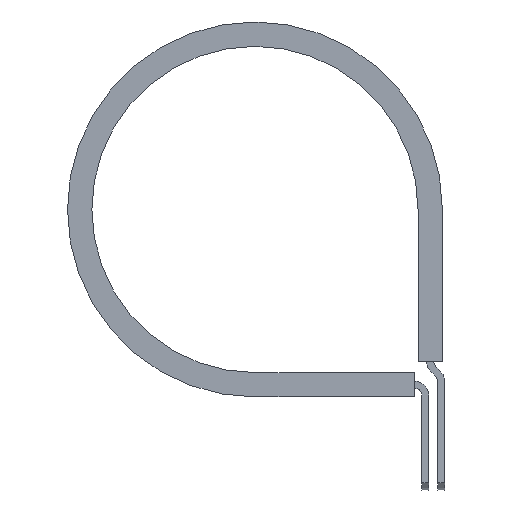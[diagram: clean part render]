
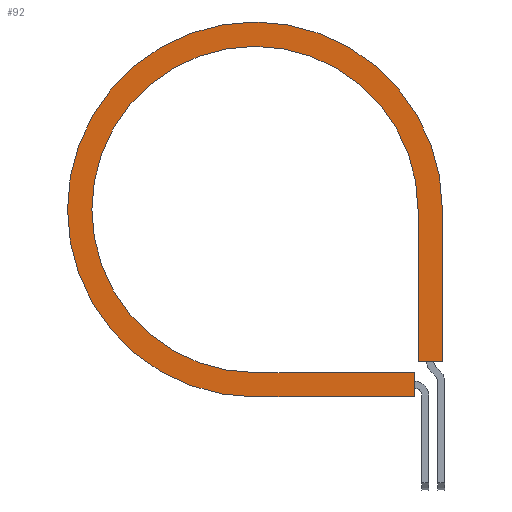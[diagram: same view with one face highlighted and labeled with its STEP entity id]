
A CAD part, front view. The second image highlights one B-rep face of the part: STEP entity #92.
In plain terms, the highlighted planar face has unit normal (0, -1, 0).
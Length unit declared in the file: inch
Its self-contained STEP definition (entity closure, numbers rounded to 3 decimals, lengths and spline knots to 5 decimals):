
#4 = CARTESIAN_POINT ( 'NONE',  ( 1.125, -0.31, 0. ) ) ;
#39 = ORIENTED_EDGE ( 'NONE', *, *, #913, .T. ) ;
#64 = DIRECTION ( 'NONE',  ( 0., -1., 0. ) ) ;
#77 = AXIS2_PLACEMENT_3D ( 'NONE', #101, #64, #553 ) ;
#85 = LINE ( 'NONE', #604, #1508 ) ;
#87 = DIRECTION ( 'NONE',  ( 0., 0., 1. ) ) ;
#92 = ADVANCED_FACE ( 'NONE', ( #1154 ), #1590, .T. ) ;
#99 = EDGE_CURVE ( 'NONE', #660, #119, #1329, .T. ) ;
#101 = CARTESIAN_POINT ( 'NONE',  ( 0., -0.31, 0. ) ) ;
#112 = EDGE_CURVE ( 'NONE', #858, #1224, #1613, .T. ) ;
#119 = VERTEX_POINT ( 'NONE', #438 ) ;
#134 = DIRECTION ( 'NONE',  ( 0., 0., -1. ) ) ;
#163 = VERTEX_POINT ( 'NONE', #653 ) ;
#182 = VERTEX_POINT ( 'NONE', #873 ) ;
#277 = CIRCLE ( 'NONE', #508, 1.125 ) ;
#288 = ORIENTED_EDGE ( 'NONE', *, *, #622, .T. ) ;
#298 = CARTESIAN_POINT ( 'NONE',  ( 0., -0.31, -1.125 ) ) ;
#323 = CARTESIAN_POINT ( 'NONE',  ( 1.293, -0.31, -1.05065 ) ) ;
#343 = LINE ( 'NONE', #557, #1049 ) ;
#354 = CARTESIAN_POINT ( 'NONE',  ( 1.125, -0.31, -1.05065 ) ) ;
#360 = CARTESIAN_POINT ( 'NONE',  ( 1.293, -0.31, 0. ) ) ;
#438 = CARTESIAN_POINT ( 'NONE',  ( 1.0997, -0.31, -1.125 ) ) ;
#441 = LINE ( 'NONE', #354, #1148 ) ;
#446 = DIRECTION ( 'NONE',  ( 0., 0., -1. ) ) ;
#452 = DIRECTION ( 'NONE',  ( -1., 0., 0. ) ) ;
#479 = EDGE_CURVE ( 'NONE', #163, #660, #277, .T. ) ;
#508 = AXIS2_PLACEMENT_3D ( 'NONE', #1716, #1178, #1688 ) ;
#553 = DIRECTION ( 'NONE',  ( 0., 0., -1. ) ) ;
#555 = ORIENTED_EDGE ( 'NONE', *, *, #99, .F. ) ;
#557 = CARTESIAN_POINT ( 'NONE',  ( 1.0997, -0.31, -1.125 ) ) ;
#604 = CARTESIAN_POINT ( 'NONE',  ( 0., -0.31, -1.293 ) ) ;
#611 = CARTESIAN_POINT ( 'NONE',  ( 1.293, -0.31, 0. ) ) ;
#622 = EDGE_CURVE ( 'NONE', #858, #1135, #623, .T. ) ;
#623 = CIRCLE ( 'NONE', #77, 1.293 ) ;
#653 = CARTESIAN_POINT ( 'NONE',  ( 1.125, -0.31, 0. ) ) ;
#660 = VERTEX_POINT ( 'NONE', #1559 ) ;
#785 = DIRECTION ( 'NONE',  ( 1., 0., 0. ) ) ;
#858 = VERTEX_POINT ( 'NONE', #611 ) ;
#873 = CARTESIAN_POINT ( 'NONE',  ( 1.0997, -0.31, -1.293 ) ) ;
#897 = EDGE_CURVE ( 'NONE', #182, #119, #343, .T. ) ;
#913 = EDGE_CURVE ( 'NONE', #163, #1300, #1358, .T. ) ;
#964 = DIRECTION ( 'NONE',  ( 1., 0., 0. ) ) ;
#973 = ORIENTED_EDGE ( 'NONE', *, *, #479, .F. ) ;
#1044 = VECTOR ( 'NONE', #134, 39.37008 ) ;
#1049 = VECTOR ( 'NONE', #87, 39.37008 ) ;
#1064 = EDGE_LOOP ( 'NONE', ( #1403, #1258, #288, #1437, #1615, #555, #973, #39 ) ) ;
#1135 = VERTEX_POINT ( 'NONE', #1158 ) ;
#1148 = VECTOR ( 'NONE', #452, 39.37008 ) ;
#1154 = FACE_OUTER_BOUND ( 'NONE', #1064, .T. ) ;
#1158 = CARTESIAN_POINT ( 'NONE',  ( 0., -0.31, -1.293 ) ) ;
#1175 = EDGE_CURVE ( 'NONE', #1135, #182, #85, .T. ) ;
#1178 = DIRECTION ( 'NONE',  ( 0., -1., 0. ) ) ;
#1208 = EDGE_CURVE ( 'NONE', #1224, #1300, #441, .T. ) ;
#1209 = CARTESIAN_POINT ( 'NONE',  ( 1.125, -0.31, 0. ) ) ;
#1224 = VERTEX_POINT ( 'NONE', #323 ) ;
#1258 = ORIENTED_EDGE ( 'NONE', *, *, #112, .F. ) ;
#1292 = VECTOR ( 'NONE', #446, 39.37008 ) ;
#1300 = VERTEX_POINT ( 'NONE', #1544 ) ;
#1329 = LINE ( 'NONE', #298, #1648 ) ;
#1358 = LINE ( 'NONE', #1209, #1044 ) ;
#1403 = ORIENTED_EDGE ( 'NONE', *, *, #1208, .F. ) ;
#1437 = ORIENTED_EDGE ( 'NONE', *, *, #1175, .T. ) ;
#1508 = VECTOR ( 'NONE', #964, 39.37008 ) ;
#1544 = CARTESIAN_POINT ( 'NONE',  ( 1.125, -0.31, -1.05065 ) ) ;
#1559 = CARTESIAN_POINT ( 'NONE',  ( 0., -0.31, -1.125 ) ) ;
#1561 = AXIS2_PLACEMENT_3D ( 'NONE', #4, #1755, #1707 ) ;
#1590 = PLANE ( 'NONE',  #1561 ) ;
#1613 = LINE ( 'NONE', #360, #1292 ) ;
#1615 = ORIENTED_EDGE ( 'NONE', *, *, #897, .T. ) ;
#1648 = VECTOR ( 'NONE', #785, 39.37008 ) ;
#1688 = DIRECTION ( 'NONE',  ( 0., 0., -1. ) ) ;
#1707 = DIRECTION ( 'NONE',  ( 1., 0., 0. ) ) ;
#1716 = CARTESIAN_POINT ( 'NONE',  ( 0., -0.31, 0. ) ) ;
#1755 = DIRECTION ( 'NONE',  ( 0., -1., 0. ) ) ;
